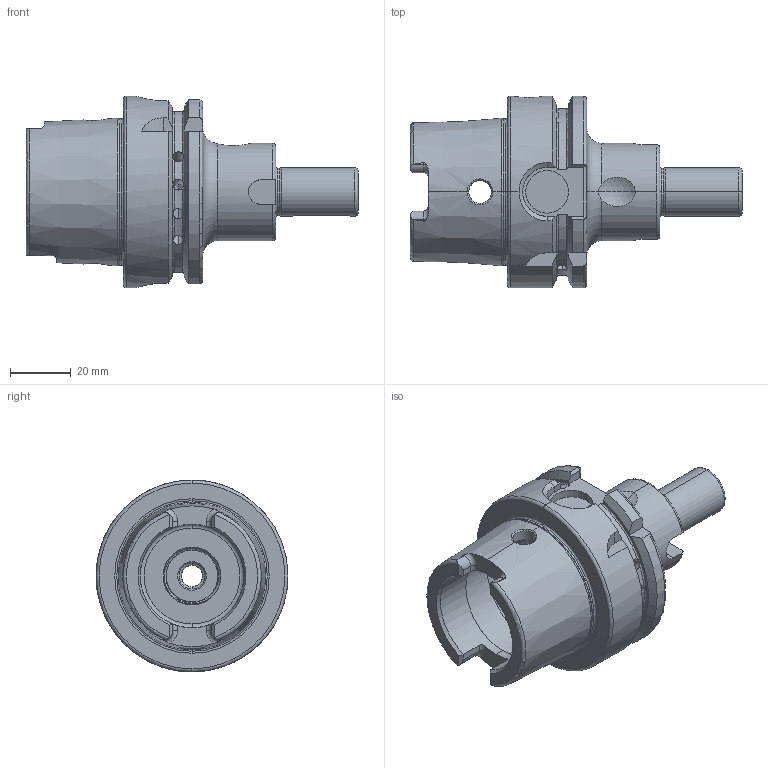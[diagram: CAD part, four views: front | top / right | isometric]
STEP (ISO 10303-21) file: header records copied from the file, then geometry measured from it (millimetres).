
FILE_DESCRIPTION (( 'STEP AP203' ), '1' );
FILE_NAME ('A63.10.16.STEP', '2016-10-12T05:57:34', ( '' ), ( '' ), 'SwSTEP 2.0', 'SolidWorks 2012', '' );
FILE_SCHEMA (( 'CONFIG_CONTROL_DESIGN' ));
Length unit declared in the file: millimetre
Products named in the file (1): A63.10.16
Bounding box: 109 x 63 x 63 mm (x, y, z)
Volume: 101770 mm3; surface area: 28674.6 mm2
Topology: 1 solids, 1 shells, 275 faces, 740 edges, 462 vertices
Faces by surface type: cylinder 110, plane 70, torus 40, cone 37, bspline 16, sphere 2
Entity records: 19979 total; most frequent: CARTESIAN_POINT 13592, ORIENTED_EDGE 1460, DIRECTION 1183, EDGE_CURVE 730, AXIS2_PLACEMENT_3D 466, VERTEX_POINT 462, EDGE_LOOP 286, FACE_OUTER_BOUND 275
